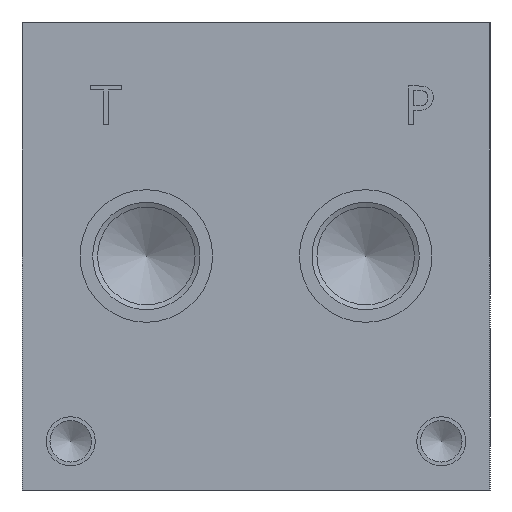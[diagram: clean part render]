
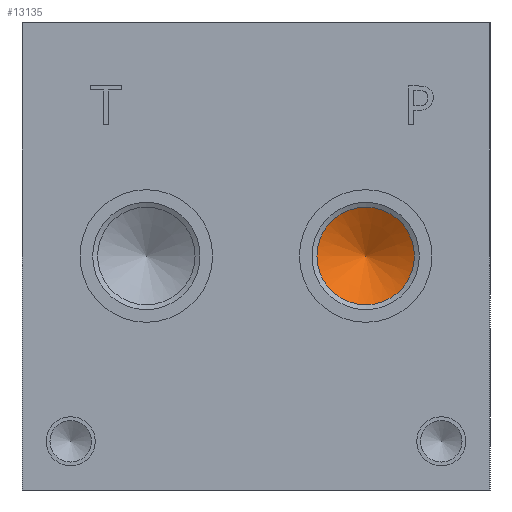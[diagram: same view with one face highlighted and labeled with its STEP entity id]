
A CAD part, left-side view. The second image highlights one B-rep face of the part: STEP entity #13135.
In plain terms, the highlighted conical face has half-angle 60 degrees and reference radius 3.969 mm.
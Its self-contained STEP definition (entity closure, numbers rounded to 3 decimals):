
#107=CONICAL_SURFACE('',#13748,3.969,1.047);
#241=CIRCLE('',#13749,7.938);
#242=CIRCLE('',#13750,7.938);
#1485=FACE_OUTER_BOUND('',#2239,.T.);
#2239=EDGE_LOOP('',(#11278,#11279,#11280,#11281));
#3496=LINE('',#22308,#4681);
#4681=VECTOR('',#16111,3.969);
#6182=VERTEX_POINT('',#22304);
#6183=VERTEX_POINT('',#22305);
#6184=VERTEX_POINT('',#22307);
#7951=EDGE_CURVE('',#6182,#6183,#241,.T.);
#7952=EDGE_CURVE('',#6183,#6184,#3496,.T.);
#7953=EDGE_CURVE('',#6183,#6182,#242,.T.);
#11278=ORIENTED_EDGE('',*,*,#7951,.T.);
#11279=ORIENTED_EDGE('',*,*,#7952,.T.);
#11280=ORIENTED_EDGE('',*,*,#7952,.F.);
#11281=ORIENTED_EDGE('',*,*,#7953,.T.);
#13135=ADVANCED_FACE('',(#1485),#107,.F.);
#13748=AXIS2_PLACEMENT_3D('',#22303,#16107,#16108);
#13749=AXIS2_PLACEMENT_3D('',#22306,#16109,#16110);
#13750=AXIS2_PLACEMENT_3D('',#22309,#16112,#16113);
#16107=DIRECTION('center_axis',(-1.,0.,0.));
#16108=DIRECTION('ref_axis',(0.,1.,0.));
#16109=DIRECTION('center_axis',(-1.,0.,0.));
#16110=DIRECTION('ref_axis',(0.,1.,0.));
#16111=DIRECTION('',(0.5,0.866,0.));
#16112=DIRECTION('center_axis',(-1.,0.,0.));
#16113=DIRECTION('ref_axis',(0.,1.,0.));
#22303=CARTESIAN_POINT('Origin',(34.031,20.244,38.1));
#22304=CARTESIAN_POINT('',(31.74,28.181,38.1));
#22305=CARTESIAN_POINT('',(31.74,12.306,38.1));
#22306=CARTESIAN_POINT('Origin',(31.74,20.244,38.1));
#22307=CARTESIAN_POINT('',(36.323,20.244,38.1));
#22308=CARTESIAN_POINT('',(34.031,16.275,38.1));
#22309=CARTESIAN_POINT('Origin',(31.74,20.244,38.1));
